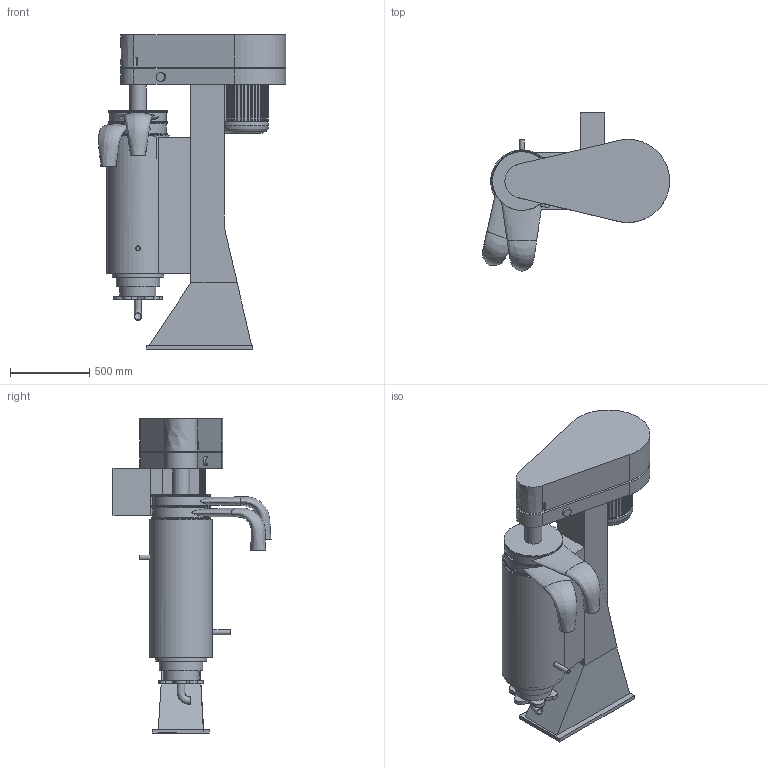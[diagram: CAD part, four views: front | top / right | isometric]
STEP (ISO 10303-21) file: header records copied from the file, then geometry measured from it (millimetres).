
FILE_DESCRIPTION(('FreeCAD Model'),'2;1');
FILE_NAME('Open CASCADE Shape Model','2025-04-29T10:03:39',('FreeCAD'),( 'FreeCAD'),'Open CASCADE STEP processor 7.6','FreeCAD','Unknown');
FILE_SCHEMA(('AUTOMOTIVE_DESIGN { 1 0 10303 214 1 1 1 1 }'));
Length unit declared in the file: millimetre
Products named in the file (1): Open CASCADE STEP translator 7.6 1
Bounding box: 1180.35 x 996.44 x 1981.71 mm (x, y, z)
Volume: 379514283.2 mm3; surface area: 11248678.6 mm2
Topology: 63 solids, 63 shells, 394 faces, 785 edges, 523 vertices
Faces by surface type: bspline 394
Entity records: 30220 total; most frequent: CARTESIAN_POINT 24938, ORIENTED_EDGE 1570, EDGE_CURVE 785, B_SPLINE_CURVE_WITH_KNOTS 707, VERTEX_POINT 523, FACE_BOUND 400, EDGE_LOOP 400, ADVANCED_FACE 394
